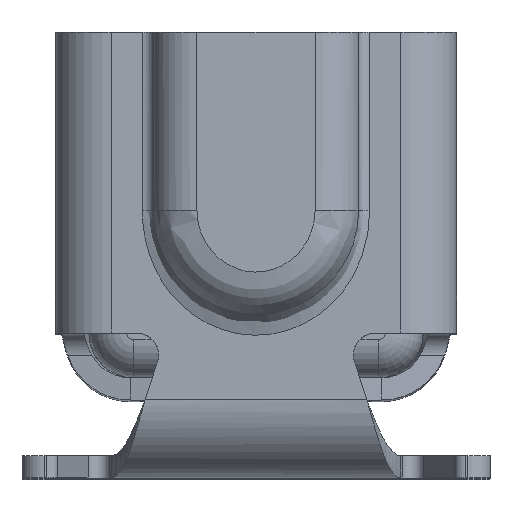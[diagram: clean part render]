
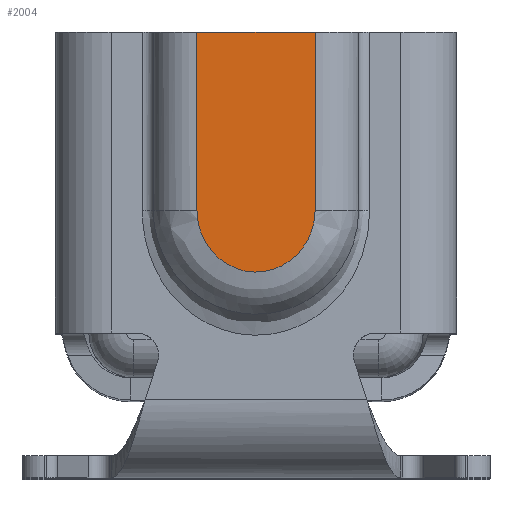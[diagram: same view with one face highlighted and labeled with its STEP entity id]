
A CAD part, top view. The second image highlights one B-rep face of the part: STEP entity #2004.
In plain terms, the highlighted planar face has unit normal (0, 0, 1).
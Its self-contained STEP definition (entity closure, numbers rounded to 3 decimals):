
#264 = VERTEX_POINT ( 'NONE', #302 ) ;
#302 = CARTESIAN_POINT ( 'NONE',  ( -1.424, 2.221, 6.3 ) ) ;
#312 = CARTESIAN_POINT ( 'NONE',  ( -0.364, 0.621, 6.3 ) ) ;
#344 = CARTESIAN_POINT ( 'NONE',  ( -1.424, 0.621, 6.3 ) ) ;
#464 = VERTEX_POINT ( 'NONE', #344 ) ;
#600 = VERTEX_POINT ( 'NONE', #312 ) ;
#1179 = EDGE_LOOP ( 'NONE', ( #4294, #4296, #4298, #4300 ) ) ;
#1352 = EDGE_CURVE ( 'NONE', #8225, #264, #8809, .T. ) ;
#1378 = B_SPLINE_CURVE_WITH_KNOTS ( 'NONE', 3,
 ( #4318, #4329, #4348, #4349, #4350, #4351, #4352, #4353, #4354, #4355 ),
 .UNSPECIFIED., .F., .F.,
 ( 4, 2, 2, 2, 4 ),
 ( 0., 0., 0.001, 0.001, 0.002 ),
 .UNSPECIFIED. ) ;
#1580 = EDGE_CURVE ( 'NONE', #600, #8225, #10457, .T. ) ;
#1583 = EDGE_CURVE ( 'NONE', #464, #600, #1378, .T. ) ;
#1585 = EDGE_CURVE ( 'NONE', #264, #464, #10459, .T. ) ;
#2004 = ADVANCED_FACE ( 'NONE', ( #10796 ), #3080, .T. ) ;
#3080 = PLANE ( 'NONE',  #9183 ) ;
#3088 = CARTESIAN_POINT ( 'NONE',  ( -0.894, 0.621, 6.3 ) ) ;
#3089 = DIRECTION ( 'NONE',  ( 0., 0., 1. ) ) ;
#3090 = DIRECTION ( 'NONE',  ( -1., 0., 0. ) ) ;
#4277 = CARTESIAN_POINT ( 'NONE',  ( -0.364, 0.621, 6.3 ) ) ;
#4294 = ORIENTED_EDGE ( 'NONE', *, *, #1583, .T. ) ;
#4296 = ORIENTED_EDGE ( 'NONE', *, *, #1580, .T. ) ;
#4298 = ORIENTED_EDGE ( 'NONE', *, *, #1352, .T. ) ;
#4300 = ORIENTED_EDGE ( 'NONE', *, *, #1585, .T. ) ;
#4313 = DIRECTION ( 'NONE',  ( 0., 1., 0. ) ) ;
#4318 = CARTESIAN_POINT ( 'NONE',  ( -1.424, 0.621, 6.3 ) ) ;
#4329 = CARTESIAN_POINT ( 'NONE',  ( -1.424, 0.478, 6.3 ) ) ;
#4347 = CARTESIAN_POINT ( 'NONE',  ( -1.424, 0.621, 6.3 ) ) ;
#4348 = CARTESIAN_POINT ( 'NONE',  ( -1.37, 0.338, 6.3 ) ) ;
#4349 = CARTESIAN_POINT ( 'NONE',  ( -1.175, 0.13, 6.3 ) ) ;
#4350 = CARTESIAN_POINT ( 'NONE',  ( -1.035, 0.067, 6.3 ) ) ;
#4351 = CARTESIAN_POINT ( 'NONE',  ( -0.753, 0.067, 6.3 ) ) ;
#4352 = CARTESIAN_POINT ( 'NONE',  ( -0.614, 0.13, 6.3 ) ) ;
#4353 = CARTESIAN_POINT ( 'NONE',  ( -0.418, 0.338, 6.3 ) ) ;
#4354 = CARTESIAN_POINT ( 'NONE',  ( -0.364, 0.478, 6.3 ) ) ;
#4355 = CARTESIAN_POINT ( 'NONE',  ( -0.364, 0.621, 6.3 ) ) ;
#4359 = DIRECTION ( 'NONE',  ( 0., -1., 0. ) ) ;
#5072 = CARTESIAN_POINT ( 'NONE',  ( -0.894, 2.221, 6.3 ) ) ;
#5083 = DIRECTION ( 'NONE',  ( -1., 0., 0. ) ) ;
#8225 = VERTEX_POINT ( 'NONE', #12728 ) ;
#8809 = LINE ( 'NONE', #5072, #8820 ) ;
#8820 = VECTOR ( 'NONE', #5083, 1000. ) ;
#9183 = AXIS2_PLACEMENT_3D ( 'NONE', #3088, #3089, #3090 ) ;
#10457 = LINE ( 'NONE', #4277, #10460 ) ;
#10459 = LINE ( 'NONE', #4347, #10464 ) ;
#10460 = VECTOR ( 'NONE', #4313, 1000. ) ;
#10464 = VECTOR ( 'NONE', #4359, 1000. ) ;
#10796 = FACE_OUTER_BOUND ( 'NONE', #1179, .T. ) ;
#12728 = CARTESIAN_POINT ( 'NONE',  ( -0.364, 2.221, 6.3 ) ) ;
